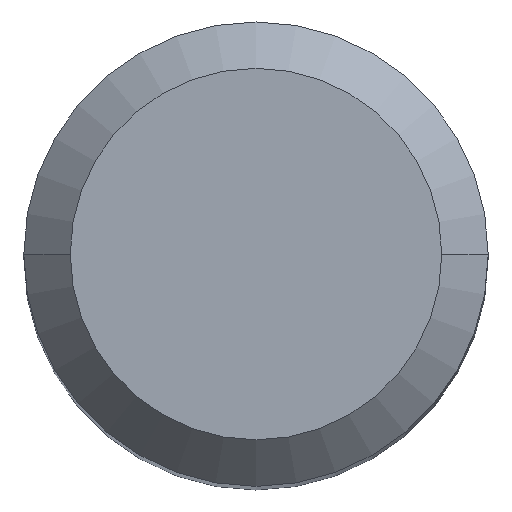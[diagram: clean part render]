
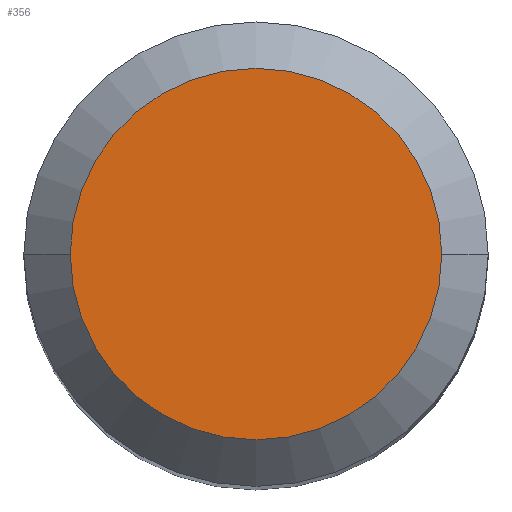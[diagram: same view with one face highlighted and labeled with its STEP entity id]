
A CAD part, top view. The second image highlights one B-rep face of the part: STEP entity #356.
In plain terms, the highlighted planar face has unit normal (0, 0, 1).
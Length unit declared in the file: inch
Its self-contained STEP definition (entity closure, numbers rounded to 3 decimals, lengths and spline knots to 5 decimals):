
#8 = PLANE ( 'NONE',  #30 ) ;
#25 = CARTESIAN_POINT ( 'NONE',  ( 0., 0., 0. ) ) ;
#30 = AXIS2_PLACEMENT_3D ( 'NONE', #150, #393, #161 ) ;
#47 = ORIENTED_EDGE ( 'NONE', *, *, #264, .T. ) ;
#50 = CARTESIAN_POINT ( 'NONE',  ( -0.126, 0., 0. ) ) ;
#72 = DIRECTION ( 'NONE',  ( 1., 0., 0. ) ) ;
#74 = FACE_OUTER_BOUND ( 'NONE', #360, .T. ) ;
#77 = CIRCLE ( 'NONE', #205, 0.126 ) ;
#141 = DIRECTION ( 'NONE',  ( 0., 0., 1. ) ) ;
#150 = CARTESIAN_POINT ( 'NONE',  ( 0., 0., 0. ) ) ;
#161 = DIRECTION ( 'NONE',  ( -1., 0., 0. ) ) ;
#205 = AXIS2_PLACEMENT_3D ( 'NONE', #25, #141, #72 ) ;
#231 = CARTESIAN_POINT ( 'NONE',  ( 0.126, 0., 0. ) ) ;
#246 = EDGE_CURVE ( 'NONE', #341, #395, #299, .T. ) ;
#264 = EDGE_CURVE ( 'NONE', #395, #341, #77, .T. ) ;
#299 = CIRCLE ( 'NONE', #342, 0.126 ) ;
#341 = VERTEX_POINT ( 'NONE', #50 ) ;
#342 = AXIS2_PLACEMENT_3D ( 'NONE', #343, #478, #407 ) ;
#343 = CARTESIAN_POINT ( 'NONE',  ( 0., 0., 0. ) ) ;
#356 = ADVANCED_FACE ( 'NONE', ( #74 ), #8, .F. ) ;
#360 = EDGE_LOOP ( 'NONE', ( #458, #47 ) ) ;
#393 = DIRECTION ( 'NONE',  ( 0., 0., -1. ) ) ;
#395 = VERTEX_POINT ( 'NONE', #231 ) ;
#407 = DIRECTION ( 'NONE',  ( 1., 0., 0. ) ) ;
#458 = ORIENTED_EDGE ( 'NONE', *, *, #246, .T. ) ;
#478 = DIRECTION ( 'NONE',  ( 0., 0., 1. ) ) ;
